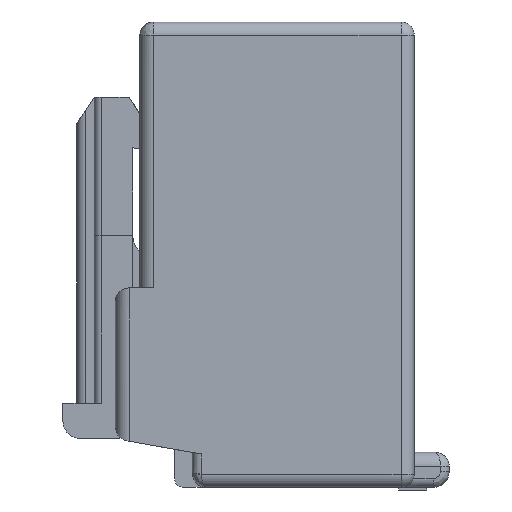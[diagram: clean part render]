
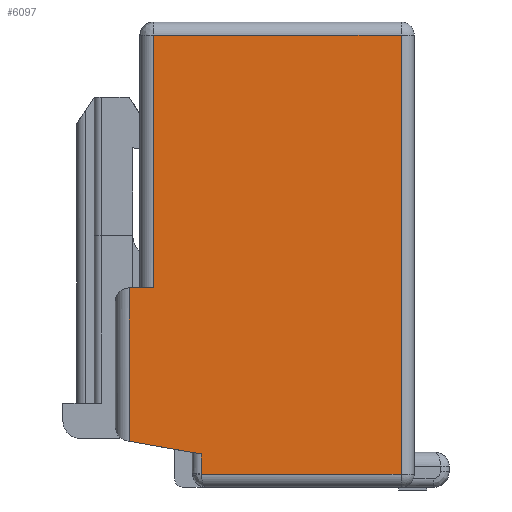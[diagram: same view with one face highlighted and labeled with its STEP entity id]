
A CAD part, left-side view. The second image highlights one B-rep face of the part: STEP entity #6097.
In plain terms, the highlighted planar face has unit normal (-1, 0, 0).
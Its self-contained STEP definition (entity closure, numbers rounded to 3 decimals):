
#680=EDGE_CURVE('',#1879,#1874,#1880,.T.);
#890=EDGE_CURVE('',#2171,#2174,#2175,.T.);
#914=EDGE_CURVE('',#2174,#2198,#2204,.T.);
#916=EDGE_CURVE('',#2206,#2207,#2208,.T.);
#918=EDGE_CURVE('',#2207,#2210,#2211,.T.);
#920=EDGE_CURVE('',#2210,#2213,#2214,.T.);
#922=EDGE_CURVE('',#2213,#2198,#2216,.T.);
#924=EDGE_CURVE('',#1879,#2171,#2218,.T.);
#926=EDGE_CURVE('',#2206,#1874,#2220,.T.);
#1874=VERTEX_POINT('',#3474);
#1879=VERTEX_POINT('',#3489);
#1880=LINE('',#3490,#3491);
#2171=VERTEX_POINT('',#4002);
#2174=VERTEX_POINT('',#4006);
#2175=LINE('',#4007,#4008);
#2198=VERTEX_POINT('',#4070);
#2204=CIRCLE('',#4078,0.15);
#2206=VERTEX_POINT('',#4081);
#2207=VERTEX_POINT('',#4082);
#2208=LINE('',#4083,#4084);
#2210=VERTEX_POINT('',#4087);
#2211=LINE('',#4088,#4089);
#2213=VERTEX_POINT('',#4092);
#2214=LINE('',#4093,#4094);
#2216=LINE('',#4097,#4098);
#2218=LINE('',#4101,#4102);
#2220=LINE('',#4105,#4106);
#3474=CARTESIAN_POINT('',(-4.24,3.1,-0.375));
#3489=CARTESIAN_POINT('',(-4.24,-3.965,-0.375));
#3490=CARTESIAN_POINT('',(-4.24,-3.965,-0.375));
#3491=VECTOR('',#6340,7.065);
#4002=CARTESIAN_POINT('',(-4.24,-3.965,-12.925));
#4006=CARTESIAN_POINT('',(-4.24,1.748,-12.925));
#4007=CARTESIAN_POINT('',(-4.24,-3.965,-12.925));
#4008=VECTOR('',#6471,5.713);
#4070=CARTESIAN_POINT('',(-4.24,1.75,-12.9));
#4078=AXIS2_PLACEMENT_3D('',#6485,#6486,#6487);
#4081=CARTESIAN_POINT('',(-4.24,3.1,-7.6));
#4082=CARTESIAN_POINT('',(-4.24,3.8,-7.6));
#4083=CARTESIAN_POINT('',(-4.24,3.1,-7.6));
#4084=VECTOR('',#6488,0.7);
#4087=CARTESIAN_POINT('',(-4.24,3.8,-11.983));
#4088=CARTESIAN_POINT('',(-4.24,3.8,-7.6));
#4089=VECTOR('',#6489,4.383);
#4092=CARTESIAN_POINT('',(-4.24,1.75,-12.344));
#4093=CARTESIAN_POINT('',(-4.24,3.8,-11.983));
#4094=VECTOR('',#6490,2.082);
#4097=CARTESIAN_POINT('',(-4.24,1.75,-12.344));
#4098=VECTOR('',#6491,0.556);
#4101=CARTESIAN_POINT('',(-4.24,-3.965,-0.375));
#4102=VECTOR('',#6492,12.55);
#4105=CARTESIAN_POINT('',(-4.24,3.1,-7.6));
#4106=VECTOR('',#6493,7.225);
#6097=ADVANCED_FACE('',(#7037),#7038,.T.);
#6340=DIRECTION('',(0.,1.,0.));
#6471=DIRECTION('',(0.,1.,0.));
#6485=CARTESIAN_POINT('',(-4.24,1.6,-12.9));
#6486=DIRECTION('',(1.0,0.0,0.0));
#6487=DIRECTION('',(0.0,0.986,-0.167));
#6488=DIRECTION('',(0.0,1.0,0.0));
#6489=DIRECTION('',(0.0,0.0,-1.0));
#6490=DIRECTION('',(0.0,-0.985,-0.174));
#6491=DIRECTION('',(0.0,0.0,-1.0));
#6492=DIRECTION('',(0.0,0.0,-1.0));
#6493=DIRECTION('',(0.,0.,1.));
#7037=FACE_OUTER_BOUND('',#7608,.T.);
#7038=PLANE('',#7609);
#7608=EDGE_LOOP('',(#8553,#8554,#8555,#8556,#8557,#8558,#8559,#8560,#8561));
#7609=AXIS2_PLACEMENT_3D('',#8562,#8563,#8564);
#8553=ORIENTED_EDGE('',*,*,#916,.T.);
#8554=ORIENTED_EDGE('',*,*,#918,.T.);
#8555=ORIENTED_EDGE('',*,*,#920,.T.);
#8556=ORIENTED_EDGE('',*,*,#922,.T.);
#8557=ORIENTED_EDGE('',*,*,#914,.F.);
#8558=ORIENTED_EDGE('',*,*,#890,.F.);
#8559=ORIENTED_EDGE('',*,*,#924,.F.);
#8560=ORIENTED_EDGE('',*,*,#680,.T.);
#8561=ORIENTED_EDGE('',*,*,#926,.F.);
#8562=CARTESIAN_POINT('',(-4.24,2.0,0.0));
#8563=DIRECTION('',(-1.0,0.0,0.0));
#8564=DIRECTION('',(0.0,0.0,1.0));
